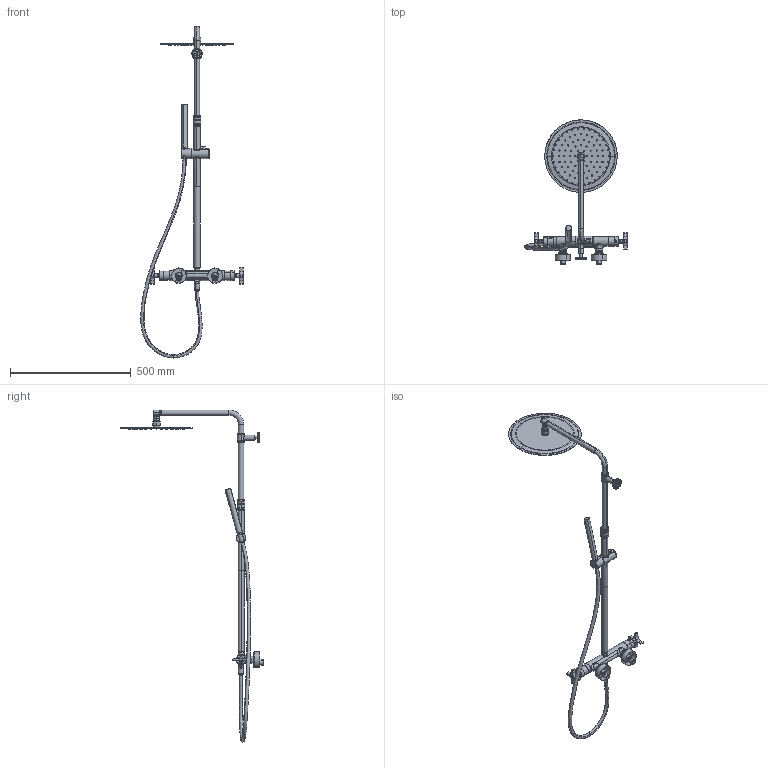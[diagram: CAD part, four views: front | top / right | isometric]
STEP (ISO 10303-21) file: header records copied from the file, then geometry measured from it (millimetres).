
FILE_DESCRIPTION(('CATIA V5 STEP Exchange','CAx-IF Rec.Pracs.--- Model Styling and Organization---1.5--- 2016-08-15','CAx-IF Rec.Pracs.---Supplemental Geometry---1.0---2011-11-01','CAx-IF Rec.Pracs.--- Composite Materials ---3.4---2017-06-13','CAx-IF Rec.Pracs.---Tessellated 3D Geometry---1.0---2015-12-17'),'2;1');
FILE_NAME('GSC8401D.stp','2023-02-03T14:56:59+00:00',('none'),('none'),'CATIA Version 5-6 Release 2020 SP2','CATIA V5 STEP AP242 v2','none');
FILE_SCHEMA(('AP242_MANAGED_MODEL_BASED_3D_ENGINEERING_MIM_LF {1 0 10303 442 1 1 4}'));
Products named in the file (1): Product9_AllCATPart
Bounding box: 423.99 x 594.6 x 1372.73 mm (x, y, z)
Volume: 939080.2 mm3; surface area: 671028.3 mm2
Topology: 42 solids, 110 shells, 2637 faces, 6636 edges, 4416 vertices
Faces by surface type: cylinder 1032, plane 753, torus 352, cone 200, bspline 170, extrusion 100, sphere 30
Entity records: 99001 total; most frequent: CARTESIAN_POINT 44057, ORIENTED_EDGE 12816, DIRECTION 7537, EDGE_CURVE 6578, VERTEX_POINT 4416, AXIS2_PLACEMENT_3D 3876, EDGE_LOOP 3065, ADVANCED_FACE 2637
